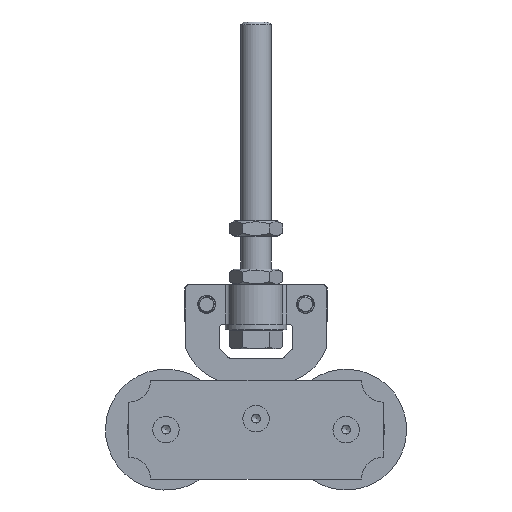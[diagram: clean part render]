
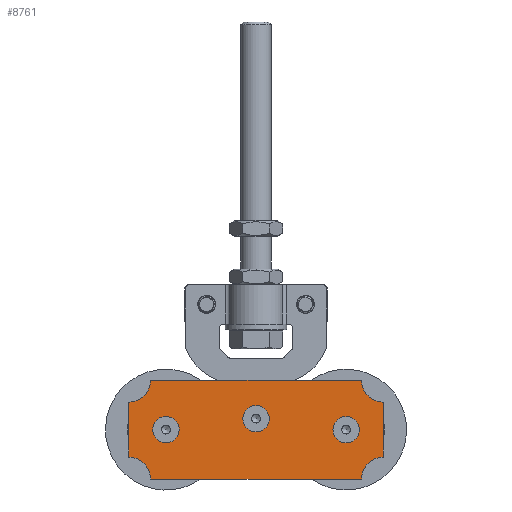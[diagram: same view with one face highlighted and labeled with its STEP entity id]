
A CAD part, front view. The second image highlights one B-rep face of the part: STEP entity #8761.
In plain terms, the highlighted planar face has unit normal (0, -1, 0).
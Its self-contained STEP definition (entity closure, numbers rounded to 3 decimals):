
#368=LINE('',#13297,#914);
#369=LINE('',#13301,#915);
#370=LINE('',#13305,#916);
#371=LINE('',#13308,#917);
#914=VECTOR('',#10828,10.);
#915=VECTOR('',#10831,10.);
#916=VECTOR('',#10834,10.);
#917=VECTOR('',#10837,10.);
#1591=FACE_BOUND('',#2351,.T.);
#1592=FACE_BOUND('',#2352,.T.);
#1593=FACE_BOUND('',#2353,.T.);
#1813=FACE_OUTER_BOUND('',#2350,.T.);
#2350=EDGE_LOOP('',(#6003,#6004,#6005,#6006,#6007,#6008,#6009,#6010));
#2351=EDGE_LOOP('',(#6011));
#2352=EDGE_LOOP('',(#6012));
#2353=EDGE_LOOP('',(#6013));
#3016=CIRCLE('',#9437,10.);
#3017=CIRCLE('',#9438,10.);
#3018=CIRCLE('',#9439,10.);
#3019=CIRCLE('',#9440,10.);
#3020=CIRCLE('',#9441,6.);
#3021=CIRCLE('',#9442,6.);
#3022=CIRCLE('',#9443,6.);
#3571=VERTEX_POINT('',#13293);
#3572=VERTEX_POINT('',#13294);
#3573=VERTEX_POINT('',#13296);
#3574=VERTEX_POINT('',#13298);
#3575=VERTEX_POINT('',#13300);
#3576=VERTEX_POINT('',#13302);
#3577=VERTEX_POINT('',#13304);
#3578=VERTEX_POINT('',#13306);
#3579=VERTEX_POINT('',#13309);
#3580=VERTEX_POINT('',#13311);
#3581=VERTEX_POINT('',#13313);
#4496=EDGE_CURVE('',#3571,#3572,#3016,.T.);
#4497=EDGE_CURVE('',#3573,#3571,#368,.T.);
#4498=EDGE_CURVE('',#3574,#3573,#3017,.T.);
#4499=EDGE_CURVE('',#3575,#3574,#369,.T.);
#4500=EDGE_CURVE('',#3576,#3575,#3018,.T.);
#4501=EDGE_CURVE('',#3577,#3576,#370,.T.);
#4502=EDGE_CURVE('',#3578,#3577,#3019,.T.);
#4503=EDGE_CURVE('',#3572,#3578,#371,.T.);
#4504=EDGE_CURVE('',#3579,#3579,#3020,.T.);
#4505=EDGE_CURVE('',#3580,#3580,#3021,.T.);
#4506=EDGE_CURVE('',#3581,#3581,#3022,.T.);
#6003=ORIENTED_EDGE('',*,*,#4496,.F.);
#6004=ORIENTED_EDGE('',*,*,#4497,.F.);
#6005=ORIENTED_EDGE('',*,*,#4498,.F.);
#6006=ORIENTED_EDGE('',*,*,#4499,.F.);
#6007=ORIENTED_EDGE('',*,*,#4500,.F.);
#6008=ORIENTED_EDGE('',*,*,#4501,.F.);
#6009=ORIENTED_EDGE('',*,*,#4502,.F.);
#6010=ORIENTED_EDGE('',*,*,#4503,.F.);
#6011=ORIENTED_EDGE('',*,*,#4504,.F.);
#6012=ORIENTED_EDGE('',*,*,#4505,.F.);
#6013=ORIENTED_EDGE('',*,*,#4506,.F.);
#7971=PLANE('',#9436);
#8761=ADVANCED_FACE('',(#1813,#1591,#1592,#1593),#7971,.T.);
#9436=AXIS2_PLACEMENT_3D('',#13292,#10824,#10825);
#9437=AXIS2_PLACEMENT_3D('',#13295,#10826,#10827);
#9438=AXIS2_PLACEMENT_3D('',#13299,#10829,#10830);
#9439=AXIS2_PLACEMENT_3D('',#13303,#10832,#10833);
#9440=AXIS2_PLACEMENT_3D('',#13307,#10835,#10836);
#9441=AXIS2_PLACEMENT_3D('',#13310,#10838,#10839);
#9442=AXIS2_PLACEMENT_3D('',#13312,#10840,#10841);
#9443=AXIS2_PLACEMENT_3D('',#13314,#10842,#10843);
#10824=DIRECTION('center_axis',(0.,-1.,0.));
#10825=DIRECTION('ref_axis',(-1.,0.,0.));
#10826=DIRECTION('center_axis',(0.,-1.,0.));
#10827=DIRECTION('ref_axis',(0.,0.,
1.));
#10828=DIRECTION('',(0.,0.,-1.));
#10829=DIRECTION('center_axis',(0.,-1.,0.));
#10830=DIRECTION('ref_axis',(-1.,0.,0.));
#10831=DIRECTION('',(1.,0.,0.));
#10832=DIRECTION('center_axis',(0.,-1.,0.));
#10833=DIRECTION('ref_axis',(0.,0.,
-1.));
#10834=DIRECTION('',(0.,0.,1.));
#10835=DIRECTION('center_axis',(0.,-1.,0.));
#10836=DIRECTION('ref_axis',(1.,0.,0.));
#10837=DIRECTION('',(-1.,0.,0.));
#10838=DIRECTION('center_axis',(0.,-1.,0.));
#10839=DIRECTION('ref_axis',(-1.,0.,0.));
#10840=DIRECTION('center_axis',(0.,-1.,0.));
#10841=DIRECTION('ref_axis',(0.381,0.,0.925));
#10842=DIRECTION('center_axis',(0.,-1.,0.));
#10843=DIRECTION('ref_axis',(-1.,0.,0.));
#13292=CARTESIAN_POINT('Origin',(0.,-25.5,-57.));
#13293=CARTESIAN_POINT('',(58.,-25.5,-69.5));
#13294=CARTESIAN_POINT('',(48.,-25.5,-79.5));
#13295=CARTESIAN_POINT('Origin',(58.,-25.5,-79.5));
#13296=CARTESIAN_POINT('',(58.,-25.5,-44.5));
#13297=CARTESIAN_POINT('',(58.,-25.5,-44.5));
#13298=CARTESIAN_POINT('',(48.,-25.5,-34.5));
#13299=CARTESIAN_POINT('Origin',(58.,-25.5,-34.5));
#13300=CARTESIAN_POINT('',(-48.,-25.5,-34.5));
#13301=CARTESIAN_POINT('',(-48.,-25.5,-34.5));
#13302=CARTESIAN_POINT('',(-58.,-25.5,-44.5));
#13303=CARTESIAN_POINT('Origin',(-58.,-25.5,-34.5));
#13304=CARTESIAN_POINT('',(-58.,-25.5,-69.5));
#13305=CARTESIAN_POINT('',(-58.,-25.5,-69.5));
#13306=CARTESIAN_POINT('',(-48.,-25.5,-79.5));
#13307=CARTESIAN_POINT('Origin',(-58.,-25.5,-79.5));
#13308=CARTESIAN_POINT('',(48.,-25.5,-79.5));
#13309=CARTESIAN_POINT('',(-6.,-25.5,-52.));
#13310=CARTESIAN_POINT('Origin',(0.,-25.5,
-52.));
#13311=CARTESIAN_POINT('',(-38.715,-25.5,-51.452));
#13312=CARTESIAN_POINT('Origin',(-41.,-25.5,-57.));
#13313=CARTESIAN_POINT('',(35.,-25.5,-57.));
#13314=CARTESIAN_POINT('Origin',(41.,-25.5,-57.));
